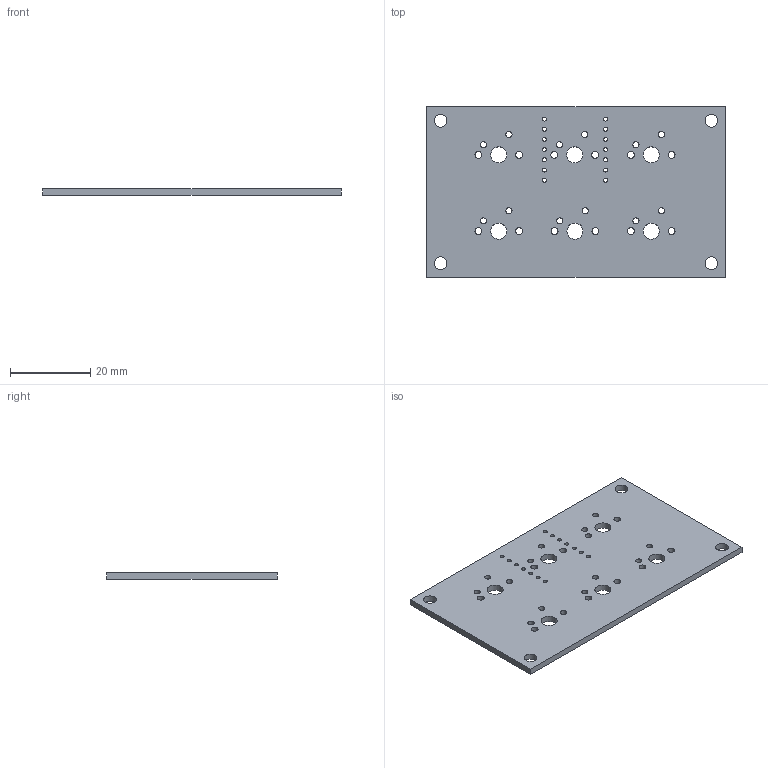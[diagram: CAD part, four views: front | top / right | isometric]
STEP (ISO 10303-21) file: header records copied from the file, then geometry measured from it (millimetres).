
FILE_DESCRIPTION(('KiCad electronic assembly'),'2;1');
FILE_NAME('maxipad_pcb.step','2024-10-21T21:16:23',('Pcbnew'),('Kicad'), 'Open CASCADE STEP processor 7.8','KiCad to STEP converter','Unknown' );
FILE_SCHEMA(('AUTOMOTIVE_DESIGN { 1 0 10303 214 1 1 1 1 }'));
Length unit declared in the file: millimetre
Products named in the file (2): maxipad_pcb 1; maxipad_pcb_PCB
Assembly tree (1 placements, depth 2):
  maxipad_pcb 1
    maxipad_pcb_PCB
Bounding box: 74.5 x 42.5 x 1.6 mm (x, y, z)
Volume: 4798.3 mm3; surface area: 6821.9 mm2
Topology: 1 solids, 1 shells, 54 faces, 156 edges, 104 vertices
Faces by surface type: cylinder 48, plane 6
Full cylindrical faces by diameter (mm): 1 x14, 1.524 x12, 1.702 x12, 3.2 x4, 3.988 x6
Entity records: 2065 total; most frequent: DIRECTION 364, CARTESIAN_POINT 316, ORIENTED_EDGE 312, EDGE_CURVE 156, AXIS2_PLACEMENT_3D 152, FACE_BOUND 150, EDGE_LOOP 150, VERTEX_POINT 104
